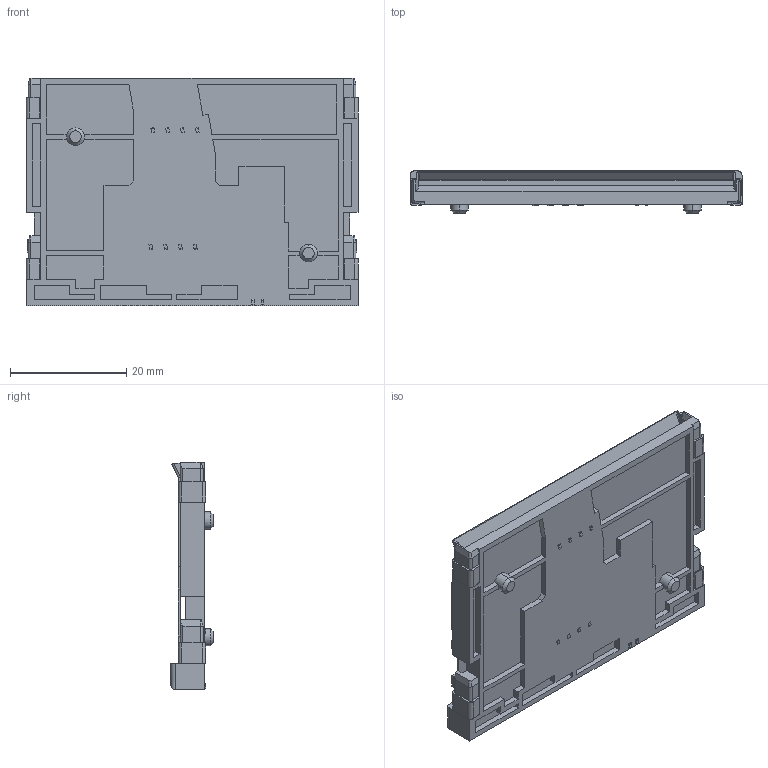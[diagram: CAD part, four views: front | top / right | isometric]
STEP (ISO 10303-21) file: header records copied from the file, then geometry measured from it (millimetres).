
FILE_DESCRIPTION (( 'STEP AP214' ), '1' );
FILE_NAME ('C702 10M008 3204.STEP', '2019-04-22T12:04:45', ( '' ), ( '' ), 'SwSTEP 2.0', 'SolidWorks 2017', '' );
FILE_SCHEMA (( 'AUTOMOTIVE_DESIGN' ));
Length unit declared in the file: millimetre
Products named in the file (1): C702 10M008 3204
Bounding box: 57 x 7.3 x 39 mm (x, y, z)
Volume: 7249.2 mm3; surface area: 10107.3 mm2
Topology: 12 solids, 12 shells, 487 faces, 1253 edges, 804 vertices
Faces by surface type: plane 374, cylinder 105, cone 8
Entity records: 14710 total; most frequent: CARTESIAN_POINT 2575, ORIENTED_EDGE 2506, DIRECTION 2441, EDGE_CURVE 1253, VECTOR 1021, LINE 1021, VERTEX_POINT 804, AXIS2_PLACEMENT_3D 710
